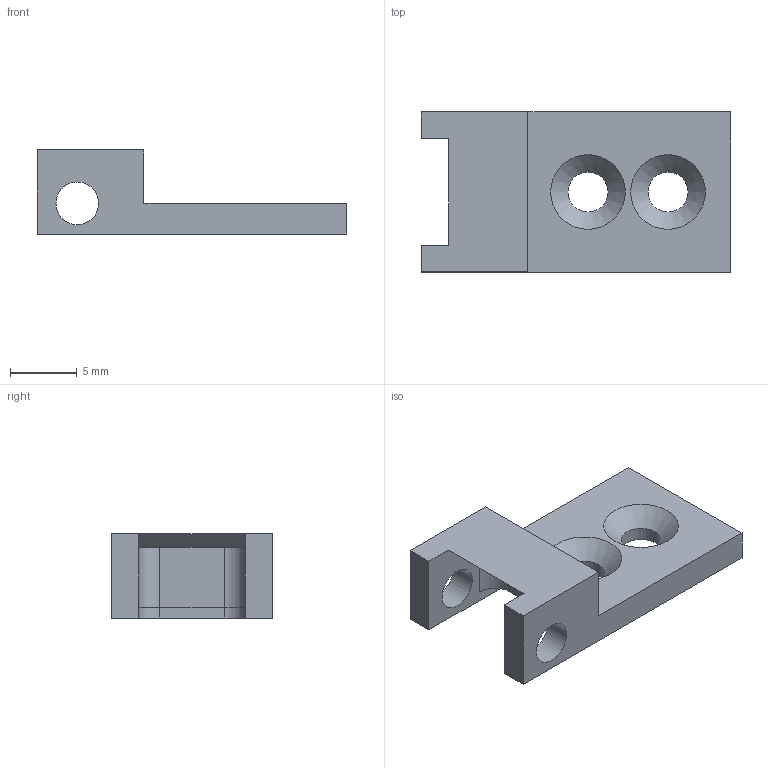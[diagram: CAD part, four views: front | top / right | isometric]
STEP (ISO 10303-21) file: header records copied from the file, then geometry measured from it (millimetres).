
FILE_DESCRIPTION(/* description */ (''),/* implementation_level */ '2;1');
FILE_NAME(/* name */ 'MOUNTING_HINGE.stp',/* time_stamp */ '2019-02-09T15:21:36-05:00',/* author */ (''),/* organization */ (''),/* preprocessor_version */ 'ST-DEVELOPER v16',/* originating_system */ 'SIEMENS PLM Software NX 11.0',/* authorisation */ '');
FILE_SCHEMA (('AUTOMOTIVE_DESIGN { 1 0 10303 214 3 1 1 1 }'));
Length unit declared in the file: millimetre
Products named in the file (1): MOUNTING_HINGE_mdl
Bounding box: 23.2 x 12 x 6.3 mm (x, y, z)
Volume: 605.3 mm3; surface area: 930.5 mm2
Topology: 1 solids, 1 shells, 26 faces, 74 edges, 50 vertices
Faces by surface type: plane 16, cylinder 8, cone 2
Full cylindrical faces by diameter (mm): 3 x2, 3.2 x2
Entity records: 826 total; most frequent: CARTESIAN_POINT 137, DIRECTION 136, ORIENTED_EDGE 128, EDGE_CURVE 64, VERTEX_POINT 46, LINE 46, VECTOR 46, AXIS2_PLACEMENT_3D 45
